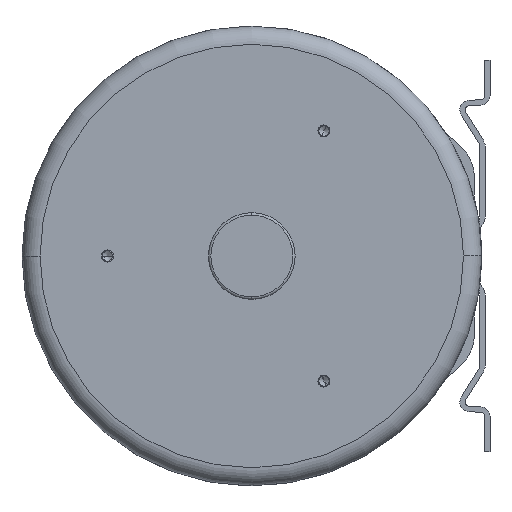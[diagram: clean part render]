
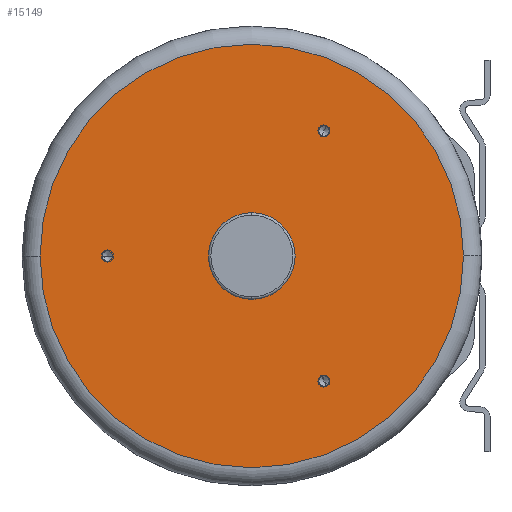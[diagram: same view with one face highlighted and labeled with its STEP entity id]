
A CAD part, left-side view. The second image highlights one B-rep face of the part: STEP entity #15149.
In plain terms, the highlighted planar face has unit normal (-1, 0, 0).
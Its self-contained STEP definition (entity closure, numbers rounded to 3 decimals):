
#315=CARTESIAN_POINT('',(-121.,0.,0.));
#316=DIRECTION('',(-1.,0.,0.));
#317=DIRECTION('',(0.,0.,1.));
#318=AXIS2_PLACEMENT_3D('',#315,#316,#317);
#320=CARTESIAN_POINT('',(-121.,0.,0.));
#321=DIRECTION('',(-1.,0.,0.));
#322=DIRECTION('',(0.,0.,-1.));
#323=AXIS2_PLACEMENT_3D('',#320,#321,#322);
#325=CARTESIAN_POINT('',(-121.,120.,0.));
#326=DIRECTION('',(-1.,0.,0.));
#327=DIRECTION('',(0.,1.,0.));
#328=AXIS2_PLACEMENT_3D('',#325,#326,#327);
#330=CARTESIAN_POINT('',(-121.,120.,0.));
#331=DIRECTION('',(-1.,0.,0.));
#332=DIRECTION('',(0.,-1.,0.));
#333=AXIS2_PLACEMENT_3D('',#330,#331,#332);
#335=CARTESIAN_POINT('',(-121.,-60.,103.923));
#336=DIRECTION('',(-1.,0.,0.));
#337=DIRECTION('',(0.,-0.5,0.866));
#338=AXIS2_PLACEMENT_3D('',#335,#336,#337);
#340=CARTESIAN_POINT('',(-121.,-60.,103.923));
#341=DIRECTION('',(-1.,0.,0.));
#342=DIRECTION('',(0.,0.5,-0.866));
#343=AXIS2_PLACEMENT_3D('',#340,#341,#342);
#345=CARTESIAN_POINT('',(-121.,-60.,-103.923));
#346=DIRECTION('',(-1.,0.,0.));
#347=DIRECTION('',(0.,-0.5,-0.866));
#348=AXIS2_PLACEMENT_3D('',#345,#346,#347);
#350=CARTESIAN_POINT('',(-121.,-60.,-103.923));
#351=DIRECTION('',(-1.,0.,0.));
#352=DIRECTION('',(0.,0.5,0.866));
#353=AXIS2_PLACEMENT_3D('',#350,#351,#352);
#355=CARTESIAN_POINT('',(-121.,0.,0.));
#356=DIRECTION('',(-1.,0.,0.));
#357=DIRECTION('',(0.,1.,0.));
#358=AXIS2_PLACEMENT_3D('',#355,#356,#357);
#360=CARTESIAN_POINT('',(-121.,0.,0.));
#361=DIRECTION('',(-1.,0.,0.));
#362=DIRECTION('',(0.,-1.,0.));
#363=AXIS2_PLACEMENT_3D('',#360,#361,#362);
#12895=CARTESIAN_POINT('',(-121.,124.25,0.));
#12896=CARTESIAN_POINT('',(-121.,115.75,0.));
#12897=VERTEX_POINT('',#12895);
#12898=VERTEX_POINT('',#12896);
#12905=CARTESIAN_POINT('',(-121.,-62.125,107.604));
#12906=CARTESIAN_POINT('',(-121.,-57.875,100.242));
#12907=VERTEX_POINT('',#12905);
#12908=VERTEX_POINT('',#12906);
#12915=CARTESIAN_POINT('',(-121.,-62.125,-107.604));
#12916=CARTESIAN_POINT('',(-121.,-57.875,-100.242));
#12917=VERTEX_POINT('',#12915);
#12918=VERTEX_POINT('',#12916);
#12929=CARTESIAN_POINT('',(-121.,0.,36.));
#12930=CARTESIAN_POINT('',(-121.,0.,-36.));
#12931=VERTEX_POINT('',#12929);
#12932=VERTEX_POINT('',#12930);
#13325=CARTESIAN_POINT('',(-121.,176.,0.));
#13326=CARTESIAN_POINT('',(-121.,-176.,0.));
#13327=VERTEX_POINT('',#13325);
#13328=VERTEX_POINT('',#13326);
#15114=CARTESIAN_POINT('',(-121.,0.,0.));
#15115=DIRECTION('',(1.,0.,0.));
#15116=DIRECTION('',(0.,-1.,0.));
#15117=AXIS2_PLACEMENT_3D('',#15114,#15115,#15116);
#15118=PLANE('',#15117);
#15120=ORIENTED_EDGE('',*,*,#15119,.F.);
#15122=ORIENTED_EDGE('',*,*,#15121,.F.);
#15123=EDGE_LOOP('',(#15120,#15122));
#15124=FACE_OUTER_BOUND('',#15123,.F.);
#15126=ORIENTED_EDGE('',*,*,#15125,.T.);
#15128=ORIENTED_EDGE('',*,*,#15127,.T.);
#15129=EDGE_LOOP('',(#15126,#15128));
#15130=FACE_BOUND('',#15129,.F.);
#15132=ORIENTED_EDGE('',*,*,#15131,.T.);
#15134=ORIENTED_EDGE('',*,*,#15133,.T.);
#15135=EDGE_LOOP('',(#15132,#15134));
#15136=FACE_BOUND('',#15135,.F.);
#15138=ORIENTED_EDGE('',*,*,#15137,.T.);
#15140=ORIENTED_EDGE('',*,*,#15139,.T.);
#15141=EDGE_LOOP('',(#15138,#15140));
#15142=FACE_BOUND('',#15141,.F.);
#15144=ORIENTED_EDGE('',*,*,#15143,.T.);
#15146=ORIENTED_EDGE('',*,*,#15145,.T.);
#15147=EDGE_LOOP('',(#15144,#15146));
#15148=FACE_BOUND('',#15147,.F.);
#15149=ADVANCED_FACE('',(#15124,#15130,#15136,#15142,#15148),#15118,.F.);
#319=CIRCLE('',#318,36.);
#324=CIRCLE('',#323,36.);
#329=CIRCLE('',#328,4.25);
#334=CIRCLE('',#333,4.25);
#339=CIRCLE('',#338,4.25);
#344=CIRCLE('',#343,4.25);
#349=CIRCLE('',#348,4.25);
#354=CIRCLE('',#353,4.25);
#359=CIRCLE('',#358,176.);
#364=CIRCLE('',#363,176.);
#15119=EDGE_CURVE('',#13327,#13328,#359,.T.);
#15121=EDGE_CURVE('',#13328,#13327,#364,.T.);
#15125=EDGE_CURVE('',#12931,#12932,#319,.T.);
#15127=EDGE_CURVE('',#12932,#12931,#324,.T.);
#15131=EDGE_CURVE('',#12897,#12898,#329,.T.);
#15133=EDGE_CURVE('',#12898,#12897,#334,.T.);
#15137=EDGE_CURVE('',#12907,#12908,#339,.T.);
#15139=EDGE_CURVE('',#12908,#12907,#344,.T.);
#15143=EDGE_CURVE('',#12917,#12918,#349,.T.);
#15145=EDGE_CURVE('',#12918,#12917,#354,.T.);
